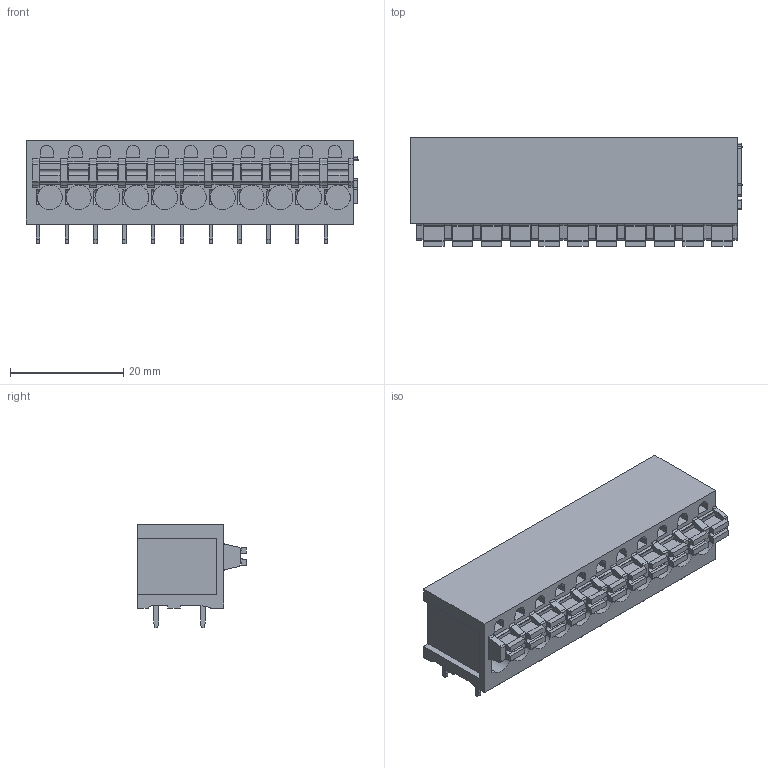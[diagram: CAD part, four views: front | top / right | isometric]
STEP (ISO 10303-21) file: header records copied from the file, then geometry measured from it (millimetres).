
FILE_DESCRIPTION(('CATIA V5 STEP Exchange','CAx-IF Rec.Pracs.--- Model Styling and Organization---1.4--- 2014-01-23'),'2;1');
FILE_NAME ('392936-1_0_1425910000_1425910000.stp','2021-07-07T07:22:32+00:00',('none'),('Weidmueller'),'CATIA Version 5-6 Release 2016 SP3 HF44','CATIA V5 STEP AP214','none');
FILE_SCHEMA(('AUTOMOTIVE_DESIGN { 1 0 10303 214 1 1 1 1 }'));
Length unit declared in the file: millimetre
Products named in the file (1): 1425910000
Bounding box: 58.53 x 19.2 x 18.3 mm (x, y, z)
Volume: 12022.7 mm3; surface area: 7187.8 mm2
Topology: 34 solids, 34 shells, 777 faces, 2052 edges, 1368 vertices
Faces by surface type: plane 593, cylinder 184
Entity records: 23362 total; most frequent: CARTESIAN_POINT 4135, ORIENTED_EDGE 4104, DIRECTION 3169, EDGE_CURVE 2052, VECTOR 1662, LINE 1662, VERTEX_POINT 1368, AXIS2_PLACEMENT_3D 937
